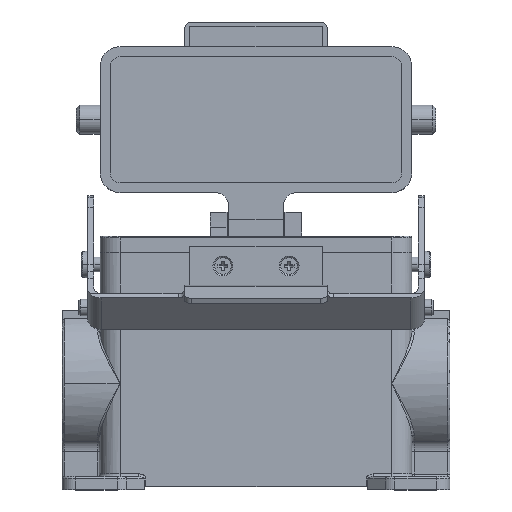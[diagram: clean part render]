
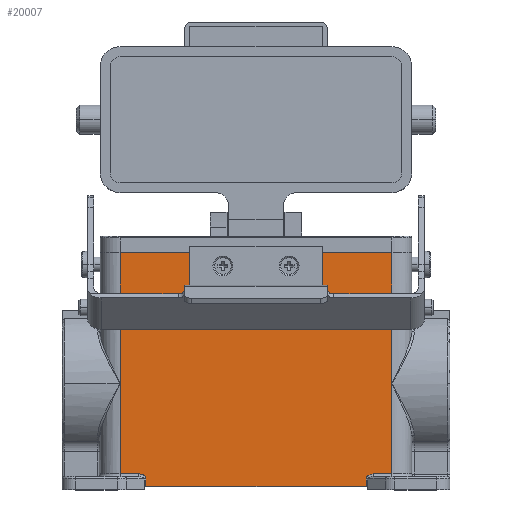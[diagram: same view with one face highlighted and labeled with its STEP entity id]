
A CAD part, top view. The second image highlights one B-rep face of the part: STEP entity #20007.
In plain terms, the highlighted planar face has unit normal (0, 0, 1).
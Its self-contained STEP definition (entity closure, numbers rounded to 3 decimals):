
#40 = VECTOR ( 'NONE', #11291, 1000. ) ;
#228 = CARTESIAN_POINT ( 'NONE',  ( 41., 70.5, 22. ) ) ;
#408 = CARTESIAN_POINT ( 'NONE',  ( -41., 0., 22. ) ) ;
#436 = VECTOR ( 'NONE', #10596, 1000. ) ;
#468 = CARTESIAN_POINT ( 'NONE',  ( 33.198, 2.25, 22. ) ) ;
#1122 = EDGE_CURVE ( 'NONE', #3289, #9943, #1572, .T. ) ;
#1266 = VECTOR ( 'NONE', #5207, 1000. ) ;
#1564 = DIRECTION ( 'NONE',  ( 1., 0., 0. ) ) ;
#1572 = LINE ( 'NONE', #1817, #13502 ) ;
#1817 = CARTESIAN_POINT ( 'NONE',  ( 33.198, 3., 22. ) ) ;
#2002 = VERTEX_POINT ( 'NONE', #5841 ) ;
#2010 = ORIENTED_EDGE ( 'NONE', *, *, #12482, .F. ) ;
#2356 = EDGE_CURVE ( 'NONE', #6817, #15781, #9560, .T. ) ;
#2452 = ORIENTED_EDGE ( 'NONE', *, *, #11392, .F. ) ;
#2467 = CARTESIAN_POINT ( 'NONE',  ( 33.198, 0., 22. ) ) ;
#2547 = VERTEX_POINT ( 'NONE', #14931 ) ;
#3289 = VERTEX_POINT ( 'NONE', #2467 ) ;
#3554 = CARTESIAN_POINT ( 'NONE',  ( 41., 70.5, 22. ) ) ;
#3566 =( BOUNDED_CURVE ( )  B_SPLINE_CURVE ( 3, ( #8875, #7314, #4153, #10416 ),
 .UNSPECIFIED., .F., .F. ) 
 B_SPLINE_CURVE_WITH_KNOTS ( ( 4, 4 ),
 ( 0., 1.571 ),
 .UNSPECIFIED. ) 
 CURVE ( )  GEOMETRIC_REPRESENTATION_ITEM ( )  RATIONAL_B_SPLINE_CURVE ( ( 1., 0.805, 0.805, 1. ) ) 
 REPRESENTATION_ITEM ( '' )  );
#3713 = EDGE_CURVE ( 'NONE', #17189, #3289, #8827, .T. ) ;
#3805 = LINE ( 'NONE', #13653, #8478 ) ;
#3926 = ORIENTED_EDGE ( 'NONE', *, *, #19713, .F. ) ;
#4153 = CARTESIAN_POINT ( 'NONE',  ( -34.093, 3.75, 22. ) ) ;
#4661 = CARTESIAN_POINT ( 'NONE',  ( -41., 3.75, 22. ) ) ;
#4693 = VERTEX_POINT ( 'NONE', #4661 ) ;
#4738 = CARTESIAN_POINT ( 'NONE',  ( 41., 3.75, 22. ) ) ;
#4837 = VERTEX_POINT ( 'NONE', #15819 ) ;
#5207 = DIRECTION ( 'NONE',  ( 0., -1., 0. ) ) ;
#5577 = CARTESIAN_POINT ( 'NONE',  ( 34.093, 3.75, 22. ) ) ;
#5841 = CARTESIAN_POINT ( 'NONE',  ( 41., 70.5, 22. ) ) ;
#6200 = LINE ( 'NONE', #228, #18047 ) ;
#6202 = VECTOR ( 'NONE', #7193, 1000. ) ;
#6244 = CARTESIAN_POINT ( 'NONE',  ( 41., 30.975, 22. ) ) ;
#6283 = CARTESIAN_POINT ( 'NONE',  ( -33.5, 3.75, 22. ) ) ;
#6496 = CARTESIAN_POINT ( 'NONE',  ( -41., 70.5, 22. ) ) ;
#6616 = DIRECTION ( 'NONE',  ( 0., 1., 0. ) ) ;
#6817 = VERTEX_POINT ( 'NONE', #6244 ) ;
#7147 = CARTESIAN_POINT ( 'NONE',  ( 33.198, 3.129, 22. ) ) ;
#7193 = DIRECTION ( 'NONE',  ( 0., -1., 0. ) ) ;
#7314 = CARTESIAN_POINT ( 'NONE',  ( -33.198, 3.129, 22. ) ) ;
#7543 = ORIENTED_EDGE ( 'NONE', *, *, #3713, .T. ) ;
#7545 = VERTEX_POINT ( 'NONE', #15130 ) ;
#7666 = CARTESIAN_POINT ( 'NONE',  ( -33.198, 2.25, 22. ) ) ;
#7759 = CARTESIAN_POINT ( 'NONE',  ( -33.198, 0., 22. ) ) ;
#7900 = VECTOR ( 'NONE', #13645, 1000. ) ;
#7932 = DIRECTION ( 'NONE',  ( 0., 0., -1. ) ) ;
#7973 = LINE ( 'NONE', #6496, #11599 ) ;
#8478 = VECTOR ( 'NONE', #19859, 1000. ) ;
#8827 = LINE ( 'NONE', #408, #40 ) ;
#8832 = EDGE_CURVE ( 'NONE', #7545, #2547, #18048, .T. ) ;
#8875 = CARTESIAN_POINT ( 'NONE',  ( -33.198, 2.25, 22. ) ) ;
#8882 = LINE ( 'NONE', #19786, #7900 ) ;
#9311 = ORIENTED_EDGE ( 'NONE', *, *, #19994, .T. ) ;
#9350 = EDGE_CURVE ( 'NONE', #2547, #4693, #8882, .T. ) ;
#9560 = LINE ( 'NONE', #3554, #1266 ) ;
#9624 = DIRECTION ( 'NONE',  ( 1., 0., 0. ) ) ;
#9943 = VERTEX_POINT ( 'NONE', #468 ) ;
#10416 = CARTESIAN_POINT ( 'NONE',  ( -35.36, 3.75, 22. ) ) ;
#10452 = ORIENTED_EDGE ( 'NONE', *, *, #1122, .T. ) ;
#10596 = DIRECTION ( 'NONE',  ( 1., 0., 0. ) ) ;
#10721 = EDGE_CURVE ( 'NONE', #16145, #17189, #3805, .T. ) ;
#10771 = VECTOR ( 'NONE', #1564, 1000. ) ;
#11089 = ORIENTED_EDGE ( 'NONE', *, *, #9350, .T. ) ;
#11291 = DIRECTION ( 'NONE',  ( 1., 0., 0. ) ) ;
#11392 = EDGE_CURVE ( 'NONE', #7545, #2002, #7973, .T. ) ;
#11599 = VECTOR ( 'NONE', #9624, 1000. ) ;
#11988 = ORIENTED_EDGE ( 'NONE', *, *, #17090, .T. ) ;
#12092 = EDGE_LOOP ( 'NONE', ( #7543, #10452, #3926, #11988, #17386, #2010, #2452, #12128, #11089, #9311, #14455, #16173 ) ) ;
#12128 = ORIENTED_EDGE ( 'NONE', *, *, #8832, .T. ) ;
#12326 = LINE ( 'NONE', #19850, #436 ) ;
#12482 = EDGE_CURVE ( 'NONE', #2002, #6817, #6200, .T. ) ;
#12508 = CARTESIAN_POINT ( 'NONE',  ( -41., 70.5, 22. ) ) ;
#13173 = CARTESIAN_POINT ( 'NONE',  ( -35.36, 3.75, 22. ) ) ;
#13502 = VECTOR ( 'NONE', #6616, 1000. ) ;
#13645 = DIRECTION ( 'NONE',  ( 0., -1., 0. ) ) ;
#13653 = CARTESIAN_POINT ( 'NONE',  ( -33.198, 70.5, 22. ) ) ;
#14455 = ORIENTED_EDGE ( 'NONE', *, *, #15342, .F. ) ;
#14829 = CARTESIAN_POINT ( 'NONE',  ( 35.36, 3.75, 22. ) ) ;
#14931 = CARTESIAN_POINT ( 'NONE',  ( -41., 30.975, 22. ) ) ;
#14997 =( BOUNDED_CURVE ( )  B_SPLINE_CURVE ( 3, ( #14829, #5577, #7147, #17918 ),
 .UNSPECIFIED., .F., .T. ) 
 B_SPLINE_CURVE_WITH_KNOTS ( ( 4, 4 ),
 ( 1.571, 3.142 ),
 .UNSPECIFIED. ) 
 CURVE ( )  GEOMETRIC_REPRESENTATION_ITEM ( )  RATIONAL_B_SPLINE_CURVE ( ( 1., 0.805, 0.805, 1. ) ) 
 REPRESENTATION_ITEM ( '' )  );
#15130 = CARTESIAN_POINT ( 'NONE',  ( -41., 70.5, 22. ) ) ;
#15342 = EDGE_CURVE ( 'NONE', #16145, #17417, #3566, .T. ) ;
#15781 = VERTEX_POINT ( 'NONE', #4738 ) ;
#15819 = CARTESIAN_POINT ( 'NONE',  ( 35.36, 3.75, 22. ) ) ;
#16145 = VERTEX_POINT ( 'NONE', #7666 ) ;
#16173 = ORIENTED_EDGE ( 'NONE', *, *, #10721, .T. ) ;
#16405 = CARTESIAN_POINT ( 'NONE',  ( -41., 70.5, 22. ) ) ;
#16684 = AXIS2_PLACEMENT_3D ( 'NONE', #12508, #7932, #18723 ) ;
#17090 = EDGE_CURVE ( 'NONE', #4837, #15781, #12326, .T. ) ;
#17143 = PLANE ( 'NONE',  #16684 ) ;
#17189 = VERTEX_POINT ( 'NONE', #7759 ) ;
#17264 = DIRECTION ( 'NONE',  ( 0., -1., 0. ) ) ;
#17386 = ORIENTED_EDGE ( 'NONE', *, *, #2356, .F. ) ;
#17417 = VERTEX_POINT ( 'NONE', #13173 ) ;
#17918 = CARTESIAN_POINT ( 'NONE',  ( 33.198, 2.25, 22. ) ) ;
#18047 = VECTOR ( 'NONE', #17264, 1000. ) ;
#18048 = LINE ( 'NONE', #16405, #6202 ) ;
#18723 = DIRECTION ( 'NONE',  ( -1., 0., 0. ) ) ;
#18986 = LINE ( 'NONE', #6283, #10771 ) ;
#19486 = FACE_OUTER_BOUND ( 'NONE', #12092, .T. ) ;
#19713 = EDGE_CURVE ( 'NONE', #4837, #9943, #14997, .T. ) ;
#19786 = CARTESIAN_POINT ( 'NONE',  ( -41., 70.5, 22. ) ) ;
#19850 = CARTESIAN_POINT ( 'NONE',  ( 41., 3.75, 22. ) ) ;
#19859 = DIRECTION ( 'NONE',  ( 0., -1., 0. ) ) ;
#19994 = EDGE_CURVE ( 'NONE', #4693, #17417, #18986, .T. ) ;
#20007 = ADVANCED_FACE ( 'NONE', ( #19486 ), #17143, .F. ) ;
